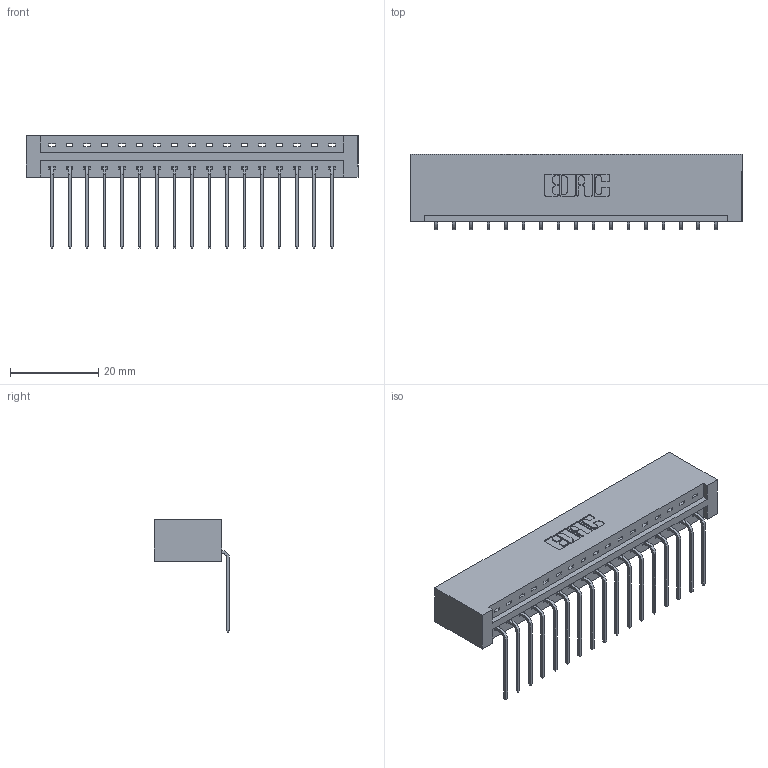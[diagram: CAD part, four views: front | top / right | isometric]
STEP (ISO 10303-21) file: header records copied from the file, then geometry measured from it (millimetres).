
FILE_DESCRIPTION (( 'STEP AP203' ), '1' );
FILE_NAME ('337-017-559-101.STEP', '2019-09-28T19:18:42', ( '' ), ( '' ), 'SwSTEP 2.0', 'SolidWorks 2016', '' );
FILE_SCHEMA (( 'CONFIG_CONTROL_DESIGN' ));
Length unit declared in the file: inch
Products named in the file (3): 337 Part_No Mounting Lugs; 345-292-001_558 559 Tail - 1; 337-017-559-101
Assembly tree (18 placements, depth 2):
  337-017-559-101
    337 Part_No Mounting Lugs
    345-292-001_558 559 Tail - 1  x17
Bounding box: 75.23 x 17.09 x 25.53 mm (x, y, z)
Volume: 8301.9 mm3; surface area: 8769.4 mm2
Topology: 18 solids, 18 shells, 1194 faces, 3585 edges, 2366 vertices
Faces by surface type: plane 882, cylinder 312
Entity records: 15677 total; most frequent: CARTESIAN_POINT 2737, ORIENTED_EDGE 2690, DIRECTION 2347, EDGE_CURVE 1345, LINE 1225, VECTOR 1225, VERTEX_POINT 894, AXIS2_PLACEMENT_3D 561
